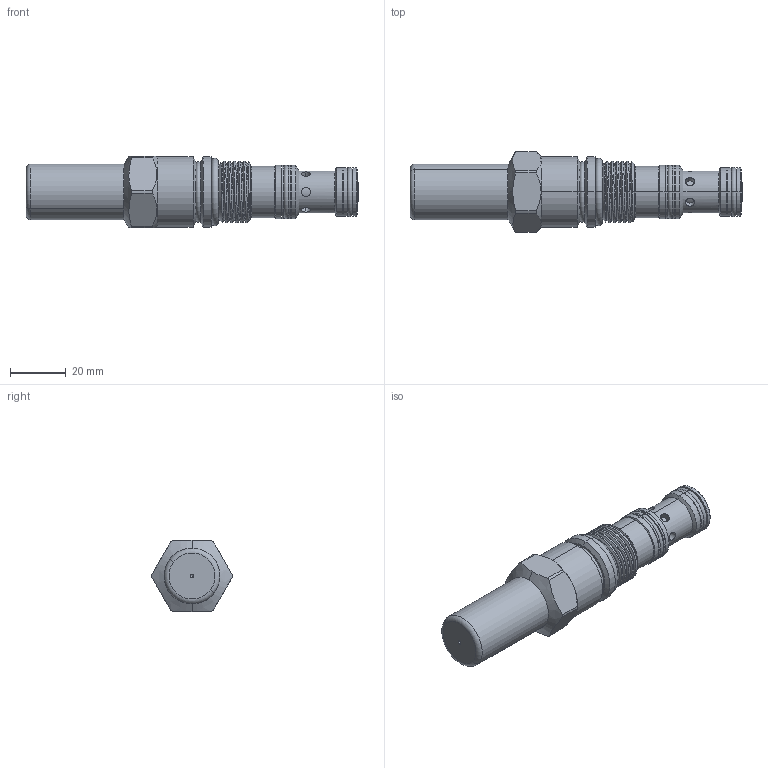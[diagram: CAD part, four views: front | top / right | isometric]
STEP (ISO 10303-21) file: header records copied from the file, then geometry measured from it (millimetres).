
FILE_DESCRIPTION (( 'STEP AP203' ), '1' );
FILE_NAME ('CA10WB3C-C.STEP', '2020-03-18T03:21:58', ( '' ), ( '' ), 'SwSTEP 2.0', 'SolidWorks 2018', '' );
FILE_SCHEMA (( 'CONFIG_CONTROL_DESIGN' ));
Length unit declared in the file: millimetre
Products named in the file (1): CA10WB3C-C
Bounding box: 118.75 x 28.8 x 25.4 mm (x, y, z)
Volume: 35836.5 mm3; surface area: 15347.2 mm2
Topology: 3 solids, 5 shells, 311 faces, 721 edges, 447 vertices
Faces by surface type: cylinder 147, plane 64, cone 46, torus 44, bspline 9, sphere 1
Entity records: 16544 total; most frequent: CARTESIAN_POINT 9558, DIRECTION 1463, ORIENTED_EDGE 1434, EDGE_CURVE 717, AXIS2_PLACEMENT_3D 620, VERTEX_POINT 446, EDGE_LOOP 347, CIRCLE 317
